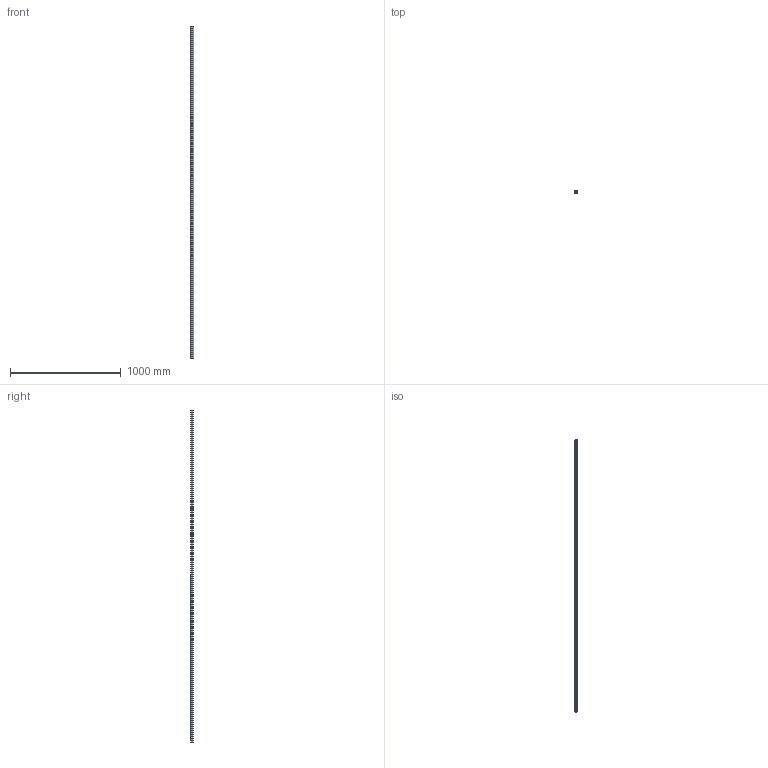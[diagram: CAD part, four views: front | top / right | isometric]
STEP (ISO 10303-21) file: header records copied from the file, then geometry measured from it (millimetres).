
FILE_DESCRIPTION (( 'STEP AP203' ), '1' );
FILE_NAME ('60362-GU-3M.step', '2022-07-21T06:27:32', ( '' ), ( '' ), 'SwSTEP 2.0', 'SolidWorks 2018', '' );
FILE_SCHEMA (( 'CONFIG_CONTROL_DESIGN' ));
Length unit declared in the file: millimetre
Products named in the file (1): 60362-GU-3M
Bounding box: 30.35 x 26.45 x 3000 mm (x, y, z)
Volume: 546465.2 mm3; surface area: 647709.6 mm2
Topology: 1 solids, 1 shells, 406 faces, 1134 edges, 756 vertices
Faces by surface type: plane 227, bspline 145, cylinder 34
Entity records: 20105 total; most frequent: CARTESIAN_POINT 10514, ORIENTED_EDGE 2268, DIRECTION 1436, EDGE_CURVE 1134, LINE 776, VECTOR 776, VERTEX_POINT 756, EDGE_LOOP 432
